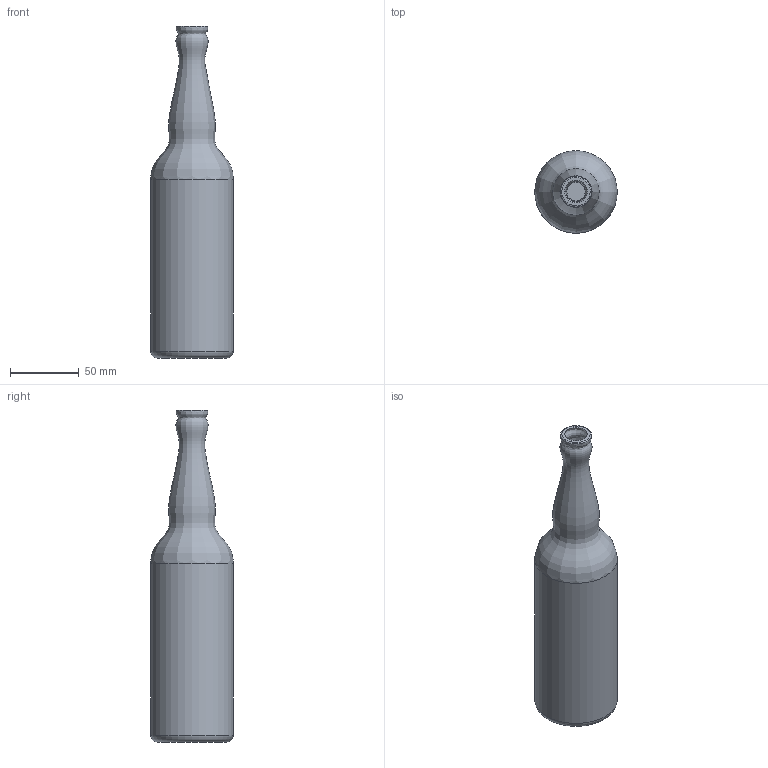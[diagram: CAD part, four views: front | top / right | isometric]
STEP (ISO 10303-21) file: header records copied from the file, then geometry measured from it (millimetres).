
FILE_DESCRIPTION(/* description */ (''),/* implementation_level */ '2;1');
FILE_NAME(/* name */ '7eb91178-2a3c-4cc2-b1c4-f8808d3efa6b.stp',/* time_stamp */ '2025-06-05T22:56:30Z',/* author */ (''),/* organization */ (''),/* preprocessor_version */ 'ST-DEVELOPER v20.1',/* originating_system */ 'Autodesk Translation Framework v14.10.0.0',/* authorisation */ '');
FILE_SCHEMA (('AUTOMOTIVE_DESIGN { 1 0 10303 214 3 1 1 }'));
Length unit declared in the file: millimetre
Products named in the file (1): 2025-06-04-19-16-50-325
Bounding box: 60 x 60 x 241.82 mm (x, y, z)
Volume: 91598.8 mm3; surface area: 73030.8 mm2
Topology: 1 solids, 1 shells, 11 faces, 22 edges, 14 vertices
Faces by surface type: bspline 4, plane 3, torus 2, cylinder 2
Full cylindrical faces by diameter (mm): 55 x1, 60 x1
Entity records: 2562 total; most frequent: CARTESIAN_POINT 2315, ORIENTED_EDGE 44, DIRECTION 38, EDGE_CURVE 22, AXIS2_PLACEMENT_3D 18, VERTEX_POINT 14, EDGE_LOOP 12, FACE_OUTER_BOUND 11
